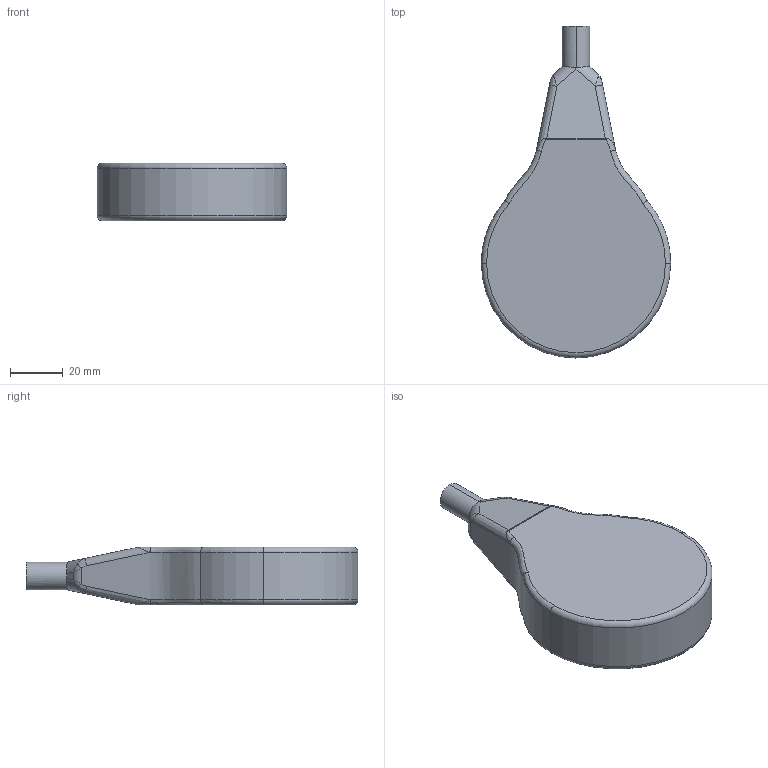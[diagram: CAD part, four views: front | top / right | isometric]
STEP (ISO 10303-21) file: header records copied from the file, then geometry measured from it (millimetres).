
FILE_DESCRIPTION (( 'STEP AP203' ), '1' );
FILE_NAME ('W0003510-012 transducer house 72.STEP', '2024-05-27T12:23:15', ( '' ), ( '' ), 'SwSTEP 2.0', 'SolidWorks 2024', '' );
FILE_SCHEMA (( 'CONFIG_CONTROL_DESIGN' ));
Length unit declared in the file: millimetre
Products named in the file (1): W0003510-012 transducer house 72
Bounding box: 72 x 126.19 x 22 mm (x, y, z)
Volume: 101881.7 mm3; surface area: 16268.4 mm2
Topology: 1 solids, 1 shells, 57 faces, 132 edges, 75 vertices
Faces by surface type: bspline 22, cylinder 15, plane 12, torus 6, sphere 2
Entity records: 2777 total; most frequent: CARTESIAN_POINT 1611, ORIENTED_EDGE 256, DIRECTION 192, EDGE_CURVE 128, AXIS2_PLACEMENT_3D 82, VERTEX_POINT 75, EDGE_LOOP 59, FACE_OUTER_BOUND 57
